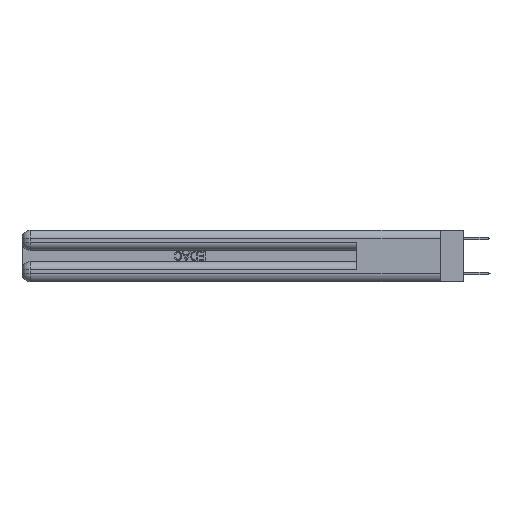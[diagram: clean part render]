
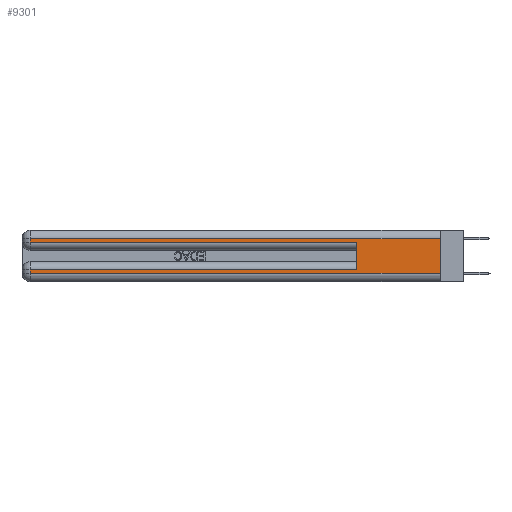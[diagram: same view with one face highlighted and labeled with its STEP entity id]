
A CAD part, left-side view. The second image highlights one B-rep face of the part: STEP entity #9301.
In plain terms, the highlighted planar face has unit normal (-1, 0, 0).
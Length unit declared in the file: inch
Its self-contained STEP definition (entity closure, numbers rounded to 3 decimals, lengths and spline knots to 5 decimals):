
#445 = VERTEX_POINT ( 'NONE', #16753 ) ;
#575 = EDGE_CURVE ( 'NONE', #8532, #30655, #25245, .T. ) ;
#937 = LINE ( 'NONE', #16499, #19317 ) ;
#1217 = VECTOR ( 'NONE', #30618, 39.37008 ) ;
#2171 = DIRECTION ( 'NONE',  ( 0., 0., -1. ) ) ;
#3115 = CARTESIAN_POINT ( 'NONE',  ( 0., 2.94, 0.06 ) ) ;
#3443 = LINE ( 'NONE', #17019, #21761 ) ;
#5024 = VERTEX_POINT ( 'NONE', #17779 ) ;
#6015 = ORIENTED_EDGE ( 'NONE', *, *, #11190, .T. ) ;
#6035 = PLANE ( 'NONE',  #28695 ) ;
#6984 = VECTOR ( 'NONE', #16249, 39.37008 ) ;
#7474 = ORIENTED_EDGE ( 'NONE', *, *, #16997, .T. ) ;
#8427 = DIRECTION ( 'NONE',  ( 1., 0., 0. ) ) ;
#8532 = VERTEX_POINT ( 'NONE', #3115 ) ;
#9274 = CARTESIAN_POINT ( 'NONE',  ( 0., 0.6, 0.085 ) ) ;
#9301 = ADVANCED_FACE ( 'NONE', ( #12907 ), #6035, .F. ) ;
#9542 = EDGE_LOOP ( 'NONE', ( #14001, #26767, #11981, #20135, #18847, #7474, #6015, #21803 ) ) ;
#10404 = CARTESIAN_POINT ( 'NONE',  ( 0., 2.94, 0.31 ) ) ;
#11190 = EDGE_CURVE ( 'NONE', #13632, #8532, #26577, .T. ) ;
#11703 = CARTESIAN_POINT ( 'NONE',  ( 0., 0.6, 0.145 ) ) ;
#11981 = ORIENTED_EDGE ( 'NONE', *, *, #27148, .T. ) ;
#12786 = VECTOR ( 'NONE', #24956, 39.37008 ) ;
#12907 = FACE_OUTER_BOUND ( 'NONE', #9542, .T. ) ;
#13277 = LINE ( 'NONE', #27374, #18882 ) ;
#13632 = VERTEX_POINT ( 'NONE', #27997 ) ;
#14001 = ORIENTED_EDGE ( 'NONE', *, *, #23764, .F. ) ;
#14015 = LINE ( 'NONE', #11703, #1217 ) ;
#14258 = CARTESIAN_POINT ( 'NONE',  ( 0., 2.94, 0.37 ) ) ;
#14720 = DIRECTION ( 'NONE',  ( 0., 0., -1. ) ) ;
#15603 = DIRECTION ( 'NONE',  ( 0., 1., 0. ) ) ;
#16226 = CARTESIAN_POINT ( 'NONE',  ( 0., 0., 0.06 ) ) ;
#16249 = DIRECTION ( 'NONE',  ( 0., -1., 0. ) ) ;
#16499 = CARTESIAN_POINT ( 'NONE',  ( 0., 0., 0.085 ) ) ;
#16753 = CARTESIAN_POINT ( 'NONE',  ( 0., 0.6, 0.285 ) ) ;
#16967 = CARTESIAN_POINT ( 'NONE',  ( 0., 0., 0.37 ) ) ;
#16997 = EDGE_CURVE ( 'NONE', #20871, #13632, #937, .T. ) ;
#17019 = CARTESIAN_POINT ( 'NONE',  ( 0., 2.94, 0.37 ) ) ;
#17243 = CARTESIAN_POINT ( 'NONE',  ( 0., 0., 0.06 ) ) ;
#17779 = CARTESIAN_POINT ( 'NONE',  ( 0., 0., 0.31 ) ) ;
#18847 = ORIENTED_EDGE ( 'NONE', *, *, #28582, .F. ) ;
#18878 = DIRECTION ( 'NONE',  ( 0., 1., 0. ) ) ;
#18882 = VECTOR ( 'NONE', #15603, 39.37008 ) ;
#19094 = VERTEX_POINT ( 'NONE', #10404 ) ;
#19253 = CARTESIAN_POINT ( 'NONE',  ( 0., 2.94, 0.285 ) ) ;
#19317 = VECTOR ( 'NONE', #18878, 39.37008 ) ;
#19880 = EDGE_CURVE ( 'NONE', #29859, #445, #24708, .T. ) ;
#20135 = ORIENTED_EDGE ( 'NONE', *, *, #19880, .T. ) ;
#20871 = VERTEX_POINT ( 'NONE', #9274 ) ;
#21761 = VECTOR ( 'NONE', #14720, 39.37008 ) ;
#21803 = ORIENTED_EDGE ( 'NONE', *, *, #575, .T. ) ;
#22590 = CARTESIAN_POINT ( 'NONE',  ( 0., 0., 0.285 ) ) ;
#22680 = LINE ( 'NONE', #16967, #28892 ) ;
#23764 = EDGE_CURVE ( 'NONE', #5024, #30655, #22680, .T. ) ;
#24112 = DIRECTION ( 'NONE',  ( 0., 0., -1. ) ) ;
#24708 = LINE ( 'NONE', #22590, #12786 ) ;
#24956 = DIRECTION ( 'NONE',  ( 0., -1., 0. ) ) ;
#25088 = DIRECTION ( 'NONE',  ( 0., 0., -1. ) ) ;
#25245 = LINE ( 'NONE', #16226, #6984 ) ;
#26577 = LINE ( 'NONE', #14258, #27301 ) ;
#26767 = ORIENTED_EDGE ( 'NONE', *, *, #28094, .T. ) ;
#27148 = EDGE_CURVE ( 'NONE', #19094, #29859, #3443, .T. ) ;
#27301 = VECTOR ( 'NONE', #2171, 39.37008 ) ;
#27323 = CARTESIAN_POINT ( 'NONE',  ( 0., 0., 0.37 ) ) ;
#27374 = CARTESIAN_POINT ( 'NONE',  ( 0., 0., 0.31 ) ) ;
#27997 = CARTESIAN_POINT ( 'NONE',  ( 0., 2.94, 0.085 ) ) ;
#28094 = EDGE_CURVE ( 'NONE', #5024, #19094, #13277, .T. ) ;
#28582 = EDGE_CURVE ( 'NONE', #20871, #445, #14015, .T. ) ;
#28695 = AXIS2_PLACEMENT_3D ( 'NONE', #27323, #8427, #25088 ) ;
#28892 = VECTOR ( 'NONE', #24112, 39.37008 ) ;
#29859 = VERTEX_POINT ( 'NONE', #19253 ) ;
#30618 = DIRECTION ( 'NONE',  ( 0., 0., 1. ) ) ;
#30655 = VERTEX_POINT ( 'NONE', #17243 ) ;
